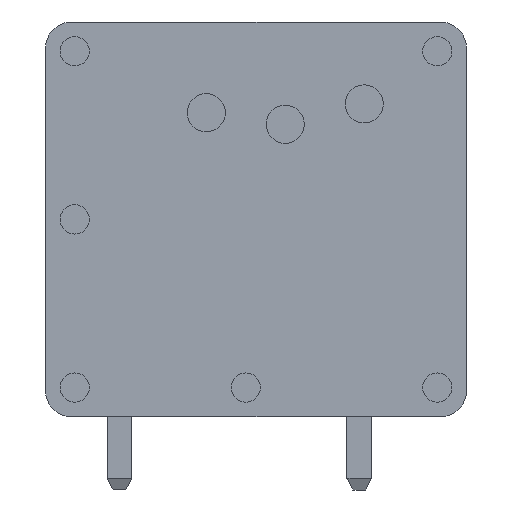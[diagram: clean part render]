
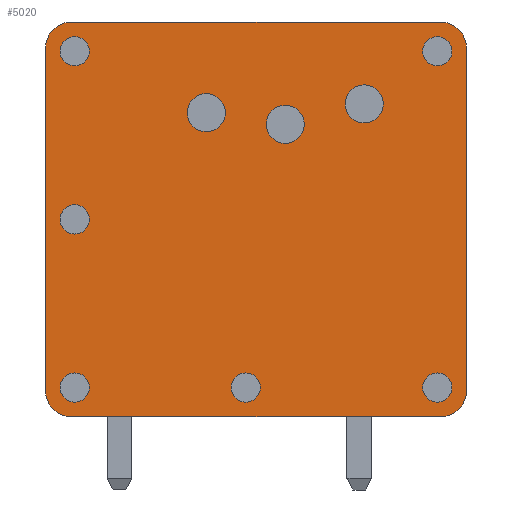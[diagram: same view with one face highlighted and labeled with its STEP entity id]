
A CAD part, front view. The second image highlights one B-rep face of the part: STEP entity #5020.
In plain terms, the highlighted planar face has unit normal (0, -1, 0).
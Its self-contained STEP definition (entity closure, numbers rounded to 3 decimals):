
#186=CIRCLE('',#5338,0.9);
#236=CIRCLE('',#5416,0.65);
#237=CIRCLE('',#5417,0.65);
#238=CIRCLE('',#5418,0.65);
#239=CIRCLE('',#5419,0.5);
#240=CIRCLE('',#5420,0.5);
#241=CIRCLE('',#5421,0.5);
#242=CIRCLE('',#5422,0.5);
#243=CIRCLE('',#5423,0.5);
#244=CIRCLE('',#5424,0.5);
#245=CIRCLE('',#5425,0.9);
#246=CIRCLE('',#5426,0.9);
#247=CIRCLE('',#5427,0.9);
#669=ORIENTED_EDGE('',*,*,#2087,.T.);
#670=ORIENTED_EDGE('',*,*,#2088,.T.);
#671=ORIENTED_EDGE('',*,*,#2089,.T.);
#672=ORIENTED_EDGE('',*,*,#2090,.T.);
#673=ORIENTED_EDGE('',*,*,#2091,.T.);
#674=ORIENTED_EDGE('',*,*,#2092,.T.);
#675=ORIENTED_EDGE('',*,*,#2093,.T.);
#676=ORIENTED_EDGE('',*,*,#2094,.T.);
#677=ORIENTED_EDGE('',*,*,#2095,.T.);
#678=ORIENTED_EDGE('',*,*,#1847,.T.);
#679=ORIENTED_EDGE('',*,*,#2096,.T.);
#680=ORIENTED_EDGE('',*,*,#2084,.T.);
#681=ORIENTED_EDGE('',*,*,#2097,.T.);
#682=ORIENTED_EDGE('',*,*,#2038,.T.);
#683=ORIENTED_EDGE('',*,*,#1832,.T.);
#684=ORIENTED_EDGE('',*,*,#1807,.T.);
#685=ORIENTED_EDGE('',*,*,#2098,.T.);
#1807=EDGE_CURVE('',#2534,#2533,#3030,.T.);
#1832=EDGE_CURVE('',#2558,#2534,#186,.T.);
#1847=EDGE_CURVE('',#2572,#2571,#3056,.T.);
#2038=EDGE_CURVE('',#2743,#2558,#3210,.T.);
#2084=EDGE_CURVE('',#2784,#2783,#3243,.T.);
#2087=EDGE_CURVE('',#2785,#2785,#236,.T.);
#2088=EDGE_CURVE('',#2786,#2786,#237,.T.);
#2089=EDGE_CURVE('',#2787,#2787,#238,.T.);
#2090=EDGE_CURVE('',#2788,#2788,#239,.T.);
#2091=EDGE_CURVE('',#2789,#2789,#240,.T.);
#2092=EDGE_CURVE('',#2790,#2790,#241,.T.);
#2093=EDGE_CURVE('',#2791,#2791,#242,.T.);
#2094=EDGE_CURVE('',#2792,#2792,#243,.T.);
#2095=EDGE_CURVE('',#2793,#2793,#244,.T.);
#2096=EDGE_CURVE('',#2571,#2784,#245,.T.);
#2097=EDGE_CURVE('',#2783,#2743,#246,.T.);
#2098=EDGE_CURVE('',#2533,#2572,#247,.T.);
#2533=VERTEX_POINT('',#7292);
#2534=VERTEX_POINT('',#7294);
#2558=VERTEX_POINT('',#7347);
#2571=VERTEX_POINT('',#7378);
#2572=VERTEX_POINT('',#7380);
#2743=VERTEX_POINT('',#7771);
#2783=VERTEX_POINT('',#7858);
#2784=VERTEX_POINT('',#7860);
#2785=VERTEX_POINT('',#7865);
#2786=VERTEX_POINT('',#7867);
#2787=VERTEX_POINT('',#7869);
#2788=VERTEX_POINT('',#7871);
#2789=VERTEX_POINT('',#7873);
#2790=VERTEX_POINT('',#7875);
#2791=VERTEX_POINT('',#7877);
#2792=VERTEX_POINT('',#7879);
#2793=VERTEX_POINT('',#7881);
#3030=LINE('',#7293,#3565);
#3056=LINE('',#7379,#3591);
#3210=LINE('',#7770,#3745);
#3243=LINE('',#7859,#3778);
#3565=VECTOR('',#5809,1000.);
#3591=VECTOR('',#5863,1000.);
#3745=VECTOR('',#6133,1000.);
#3778=VECTOR('',#6196,1000.);
#4132=EDGE_LOOP('',(#669));
#4133=EDGE_LOOP('',(#670));
#4134=EDGE_LOOP('',(#671));
#4135=EDGE_LOOP('',(#672));
#4136=EDGE_LOOP('',(#673));
#4137=EDGE_LOOP('',(#674));
#4138=EDGE_LOOP('',(#675));
#4139=EDGE_LOOP('',(#676));
#4140=EDGE_LOOP('',(#677));
#4141=EDGE_LOOP('',(#678,#679,#680,#681,#682,#683,#684,#685));
#4485=FACE_BOUND('',#4132,.T.);
#4486=FACE_BOUND('',#4133,.T.);
#4487=FACE_BOUND('',#4134,.T.);
#4488=FACE_BOUND('',#4135,.T.);
#4489=FACE_BOUND('',#4136,.T.);
#4490=FACE_BOUND('',#4137,.T.);
#4491=FACE_BOUND('',#4138,.T.);
#4492=FACE_BOUND('',#4139,.T.);
#4493=FACE_BOUND('',#4140,.T.);
#4494=FACE_BOUND('',#4141,.T.);
#4823=PLANE('',#5415);
#5020=ADVANCED_FACE('',(#4485,#4486,#4487,#4488,#4489,#4490,#4491,#4492,
#4493,#4494),#4823,.T.);
#5338=AXIS2_PLACEMENT_3D('',#7346,#5844,#5845);
#5415=AXIS2_PLACEMENT_3D('',#7863,#6199,#6200);
#5416=AXIS2_PLACEMENT_3D('',#7864,#6201,#6202);
#5417=AXIS2_PLACEMENT_3D('',#7866,#6203,#6204);
#5418=AXIS2_PLACEMENT_3D('',#7868,#6205,#6206);
#5419=AXIS2_PLACEMENT_3D('',#7870,#6207,#6208);
#5420=AXIS2_PLACEMENT_3D('',#7872,#6209,#6210);
#5421=AXIS2_PLACEMENT_3D('',#7874,#6211,#6212);
#5422=AXIS2_PLACEMENT_3D('',#7876,#6213,#6214);
#5423=AXIS2_PLACEMENT_3D('',#7878,#6215,#6216);
#5424=AXIS2_PLACEMENT_3D('',#7880,#6217,#6218);
#5425=AXIS2_PLACEMENT_3D('',#7882,#6219,#6220);
#5426=AXIS2_PLACEMENT_3D('',#7883,#6221,#6222);
#5427=AXIS2_PLACEMENT_3D('',#7884,#6223,#6224);
#5809=DIRECTION('',(0.,0.,1.));
#5844=DIRECTION('',(0.,-1.,0.));
#5845=DIRECTION('',(0.,0.,-1.));
#5863=DIRECTION('',(-1.,0.,0.));
#6133=DIRECTION('',(1.,0.,0.));
#6196=DIRECTION('',(0.,0.,-1.));
#6199=DIRECTION('',(0.,-1.,0.));
#6200=DIRECTION('',(0.,0.,-1.));
#6201=DIRECTION('',(0.,1.,0.));
#6202=DIRECTION('',(0.,0.,-1.));
#6203=DIRECTION('',(0.,1.,0.));
#6204=DIRECTION('',(0.,0.,-1.));
#6205=DIRECTION('',(0.,1.,0.));
#6206=DIRECTION('',(0.,0.,-1.));
#6207=DIRECTION('',(0.,1.,0.));
#6208=DIRECTION('',(0.,0.,-1.));
#6209=DIRECTION('',(0.,1.,0.));
#6210=DIRECTION('',(0.,0.,-1.));
#6211=DIRECTION('',(0.,1.,0.));
#6212=DIRECTION('',(0.,0.,-1.));
#6213=DIRECTION('',(0.,1.,0.));
#6214=DIRECTION('',(0.,0.,-1.));
#6215=DIRECTION('',(0.,1.,0.));
#6216=DIRECTION('',(0.,0.,-1.));
#6217=DIRECTION('',(0.,1.,0.));
#6218=DIRECTION('',(0.,0.,-1.));
#6219=DIRECTION('',(0.,-1.,0.));
#6220=DIRECTION('',(0.,0.,-1.));
#6221=DIRECTION('',(0.,-1.,0.));
#6222=DIRECTION('',(0.,0.,-1.));
#6223=DIRECTION('',(0.,-1.,0.));
#6224=DIRECTION('',(0.,0.,-1.));
#7292=CARTESIAN_POINT('',(14.4,0.,12.6));
#7293=CARTESIAN_POINT('',(14.4,0.,0.));
#7294=CARTESIAN_POINT('',(14.4,0.,0.9));
#7346=CARTESIAN_POINT('',(13.5,0.,0.9));
#7347=CARTESIAN_POINT('',(13.5,0.,0.));
#7378=CARTESIAN_POINT('',(0.9,0.,13.5));
#7379=CARTESIAN_POINT('',(14.4,0.,13.5));
#7380=CARTESIAN_POINT('',(13.5,0.,13.5));
#7770=CARTESIAN_POINT('',(0.,0.,0.));
#7771=CARTESIAN_POINT('',(0.9,0.,0.));
#7858=CARTESIAN_POINT('',(0.,0.,0.9));
#7859=CARTESIAN_POINT('',(0.,0.,13.5));
#7860=CARTESIAN_POINT('',(0.,0.,12.6));
#7863=CARTESIAN_POINT('',(0.,0.,0.));
#7864=CARTESIAN_POINT('',(8.2,0.,10.));
#7865=CARTESIAN_POINT('',(8.2,0.,9.35));
#7866=CARTESIAN_POINT('',(5.5,0.,10.4));
#7867=CARTESIAN_POINT('',(5.5,0.,9.75));
#7868=CARTESIAN_POINT('',(10.9,0.,10.7));
#7869=CARTESIAN_POINT('',(10.9,0.,10.05));
#7870=CARTESIAN_POINT('',(6.85,0.,1.));
#7871=CARTESIAN_POINT('',(6.85,0.,0.5));
#7872=CARTESIAN_POINT('',(13.4,0.,12.5));
#7873=CARTESIAN_POINT('',(13.4,0.,12.));
#7874=CARTESIAN_POINT('',(13.4,0.,1.));
#7875=CARTESIAN_POINT('',(13.4,0.,0.5));
#7876=CARTESIAN_POINT('',(1.,0.,1.));
#7877=CARTESIAN_POINT('',(1.,0.,0.5));
#7878=CARTESIAN_POINT('',(1.,0.,6.75));
#7879=CARTESIAN_POINT('',(1.,0.,6.25));
#7880=CARTESIAN_POINT('',(1.,0.,12.5));
#7881=CARTESIAN_POINT('',(1.,0.,12.));
#7882=CARTESIAN_POINT('',(0.9,0.,12.6));
#7883=CARTESIAN_POINT('',(0.9,0.,0.9));
#7884=CARTESIAN_POINT('',(13.5,0.,12.6));
